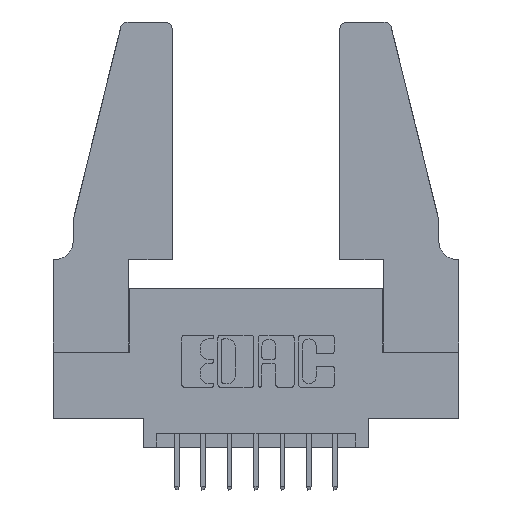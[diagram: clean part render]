
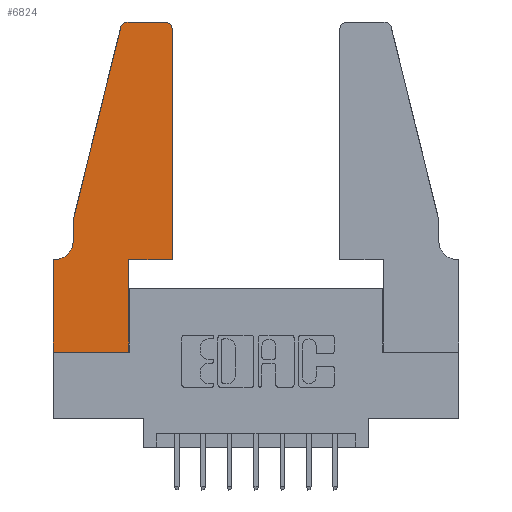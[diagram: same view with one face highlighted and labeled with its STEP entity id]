
A CAD part, top view. The second image highlights one B-rep face of the part: STEP entity #6824.
In plain terms, the highlighted planar face has unit normal (0, 0, 1).
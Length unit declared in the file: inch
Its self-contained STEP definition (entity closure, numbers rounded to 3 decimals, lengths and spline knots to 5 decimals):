
#93 = ORIENTED_EDGE ( 'NONE', *, *, #9127, .T. ) ;
#129 = LINE ( 'NONE', #7630, #9984 ) ;
#240 = LINE ( 'NONE', #6080, #5594 ) ;
#321 = VERTEX_POINT ( 'NONE', #1783 ) ;
#333 = CARTESIAN_POINT ( 'NONE',  ( 0., 0., 0.37 ) ) ;
#691 = DIRECTION ( 'NONE',  ( 0., -1., 0. ) ) ;
#723 = DIRECTION ( 'NONE',  ( 0., 1., 0. ) ) ;
#747 = VERTEX_POINT ( 'NONE', #5996 ) ;
#829 = CARTESIAN_POINT ( 'NONE',  ( 0.4205, 1.22, 0.37 ) ) ;
#855 = ORIENTED_EDGE ( 'NONE', *, *, #7616, .T. ) ;
#879 = CIRCLE ( 'NONE', #2499, 0.07 ) ;
#1042 = FACE_OUTER_BOUND ( 'NONE', #7147, .T. ) ;
#1066 = DIRECTION ( 'NONE',  ( -0.239, -0.971, 0. ) ) ;
#1099 = EDGE_CURVE ( 'NONE', #8823, #6041, #6674, .T. ) ;
#1133 = DIRECTION ( 'NONE',  ( 0., 0., 1. ) ) ;
#1634 = DIRECTION ( 'NONE',  ( -1., 0., 0. ) ) ;
#1652 = CARTESIAN_POINT ( 'NONE',  ( 0.0755, 0.5, 0.37 ) ) ;
#1783 = CARTESIAN_POINT ( 'NONE',  ( 0.4205, 1.25, 0.37 ) ) ;
#1854 = DIRECTION ( 'NONE',  ( 1., 0., 0. ) ) ;
#1986 = VERTEX_POINT ( 'NONE', #12326 ) ;
#2020 = DIRECTION ( 'NONE',  ( 0., -1., 0. ) ) ;
#2256 = CARTESIAN_POINT ( 'NONE',  ( 0.0755, 0.42, 0.37 ) ) ;
#2328 = ORIENTED_EDGE ( 'NONE', *, *, #4423, .T. ) ;
#2499 = AXIS2_PLACEMENT_3D ( 'NONE', #9642, #3888, #10630 ) ;
#2595 = ORIENTED_EDGE ( 'NONE', *, *, #6509, .T. ) ;
#2620 = DIRECTION ( 'NONE',  ( -1., 0., 0. ) ) ;
#2698 = ORIENTED_EDGE ( 'NONE', *, *, #7791, .T. ) ;
#2773 = CARTESIAN_POINT ( 'NONE',  ( 0., 0.35, 0.37 ) ) ;
#2783 = CIRCLE ( 'NONE', #7246, 0.03 ) ;
#2889 = ORIENTED_EDGE ( 'NONE', *, *, #10167, .T. ) ;
#3521 = VERTEX_POINT ( 'NONE', #9311 ) ;
#3610 = CARTESIAN_POINT ( 'NONE',  ( 0.0755, 0.35, 0.37 ) ) ;
#3664 = VERTEX_POINT ( 'NONE', #2773 ) ;
#3811 = VECTOR ( 'NONE', #1634, 39.37008 ) ;
#3822 = VECTOR ( 'NONE', #2620, 39.37008 ) ;
#3888 = DIRECTION ( 'NONE',  ( 0., 0., -1. ) ) ;
#3941 = CARTESIAN_POINT ( 'NONE',  ( 0.0055, 0.35, 0.37 ) ) ;
#4069 = VERTEX_POINT ( 'NONE', #333 ) ;
#4094 = CARTESIAN_POINT ( 'NONE',  ( 0., 0., 0.37 ) ) ;
#4151 = CARTESIAN_POINT ( 'NONE',  ( 0.284, 1.25, 0.37 ) ) ;
#4225 = LINE ( 'NONE', #7899, #9173 ) ;
#4261 = EDGE_CURVE ( 'NONE', #5235, #3664, #12026, .T. ) ;
#4423 = EDGE_CURVE ( 'NONE', #747, #321, #9976, .T. ) ;
#5085 = DIRECTION ( 'NONE',  ( 1., 0., 0. ) ) ;
#5235 = VERTEX_POINT ( 'NONE', #3941 ) ;
#5285 = CARTESIAN_POINT ( 'NONE',  ( 0.0755, 0.5, 0.37 ) ) ;
#5420 = CARTESIAN_POINT ( 'NONE',  ( 0., 0.35, 0.37 ) ) ;
#5470 = DIRECTION ( 'NONE',  ( 0., 0., 1. ) ) ;
#5594 = VECTOR ( 'NONE', #10860, 39.37008 ) ;
#5949 = ORIENTED_EDGE ( 'NONE', *, *, #5994, .T. ) ;
#5994 = EDGE_CURVE ( 'NONE', #1986, #7551, #240, .T. ) ;
#5996 = CARTESIAN_POINT ( 'NONE',  ( 0.4505, 1.22, 0.37 ) ) ;
#6041 = VERTEX_POINT ( 'NONE', #2256 ) ;
#6080 = CARTESIAN_POINT ( 'NONE',  ( 0.4505, 0.35, 0.37 ) ) ;
#6376 = CARTESIAN_POINT ( 'NONE',  ( 0.0755, 0.5, 0.37 ) ) ;
#6509 = EDGE_CURVE ( 'NONE', #3664, #4069, #4225, .T. ) ;
#6620 = VECTOR ( 'NONE', #1066, 39.37008 ) ;
#6674 = LINE ( 'NONE', #1652, #11450 ) ;
#6694 = AXIS2_PLACEMENT_3D ( 'NONE', #5420, #5470, #12097 ) ;
#6824 = ADVANCED_FACE ( 'NONE', ( #1042 ), #9276, .T. ) ;
#7024 = LINE ( 'NONE', #4094, #11778 ) ;
#7066 = CARTESIAN_POINT ( 'NONE',  ( 0.284, 1.22, 0.37 ) ) ;
#7070 = EDGE_CURVE ( 'NONE', #6041, #5235, #879, .T. ) ;
#7147 = EDGE_LOOP ( 'NONE', ( #2889, #2698, #11385, #9738, #8207, #7986, #2595, #93, #855, #5949, #8162, #2328 ) ) ;
#7234 = EDGE_CURVE ( 'NONE', #9653, #8823, #11963, .T. ) ;
#7246 = AXIS2_PLACEMENT_3D ( 'NONE', #7066, #1133, #8034 ) ;
#7440 = AXIS2_PLACEMENT_3D ( 'NONE', #829, #7733, #1854 ) ;
#7502 = VECTOR ( 'NONE', #12482, 39.37008 ) ;
#7551 = VERTEX_POINT ( 'NONE', #9550 ) ;
#7616 = EDGE_CURVE ( 'NONE', #3521, #1986, #12520, .T. ) ;
#7630 = CARTESIAN_POINT ( 'NONE',  ( 0.4505, 0.35, 0.37 ) ) ;
#7733 = DIRECTION ( 'NONE',  ( 0., 0., 1. ) ) ;
#7791 = EDGE_CURVE ( 'NONE', #10484, #9653, #2783, .T. ) ;
#7899 = CARTESIAN_POINT ( 'NONE',  ( 0., 0., 0.37 ) ) ;
#7986 = ORIENTED_EDGE ( 'NONE', *, *, #4261, .T. ) ;
#8034 = DIRECTION ( 'NONE',  ( 1., 0., 0. ) ) ;
#8162 = ORIENTED_EDGE ( 'NONE', *, *, #10292, .T. ) ;
#8207 = ORIENTED_EDGE ( 'NONE', *, *, #7070, .T. ) ;
#8823 = VERTEX_POINT ( 'NONE', #6376 ) ;
#8948 = LINE ( 'NONE', #9411, #3822 ) ;
#9127 = EDGE_CURVE ( 'NONE', #4069, #3521, #7024, .T. ) ;
#9173 = VECTOR ( 'NONE', #2020, 39.37008 ) ;
#9276 = PLANE ( 'NONE',  #6694 ) ;
#9311 = CARTESIAN_POINT ( 'NONE',  ( 0.2865, 0., 0.37 ) ) ;
#9411 = CARTESIAN_POINT ( 'NONE',  ( 0.2605, 1.25, 0.37 ) ) ;
#9550 = CARTESIAN_POINT ( 'NONE',  ( 0.4505, 0.35, 0.37 ) ) ;
#9642 = CARTESIAN_POINT ( 'NONE',  ( 0.0055, 0.42, 0.37 ) ) ;
#9653 = VERTEX_POINT ( 'NONE', #11569 ) ;
#9738 = ORIENTED_EDGE ( 'NONE', *, *, #1099, .T. ) ;
#9976 = CIRCLE ( 'NONE', #7440, 0.03 ) ;
#9984 = VECTOR ( 'NONE', #723, 39.37008 ) ;
#10167 = EDGE_CURVE ( 'NONE', #321, #10484, #8948, .T. ) ;
#10292 = EDGE_CURVE ( 'NONE', #7551, #747, #129, .T. ) ;
#10484 = VERTEX_POINT ( 'NONE', #4151 ) ;
#10630 = DIRECTION ( 'NONE',  ( -1., 0., 0. ) ) ;
#10659 = CARTESIAN_POINT ( 'NONE',  ( 0.2865, 0.35, 0.37 ) ) ;
#10860 = DIRECTION ( 'NONE',  ( 1., 0., 0. ) ) ;
#11385 = ORIENTED_EDGE ( 'NONE', *, *, #7234, .T. ) ;
#11450 = VECTOR ( 'NONE', #691, 39.37008 ) ;
#11569 = CARTESIAN_POINT ( 'NONE',  ( 0.25487, 1.22718, 0.37 ) ) ;
#11778 = VECTOR ( 'NONE', #5085, 39.37008 ) ;
#11963 = LINE ( 'NONE', #5285, #6620 ) ;
#12026 = LINE ( 'NONE', #3610, #3811 ) ;
#12097 = DIRECTION ( 'NONE',  ( 1., 0., 0. ) ) ;
#12326 = CARTESIAN_POINT ( 'NONE',  ( 0.2865, 0.35, 0.37 ) ) ;
#12482 = DIRECTION ( 'NONE',  ( 0., 1., 0. ) ) ;
#12520 = LINE ( 'NONE', #10659, #7502 ) ;
